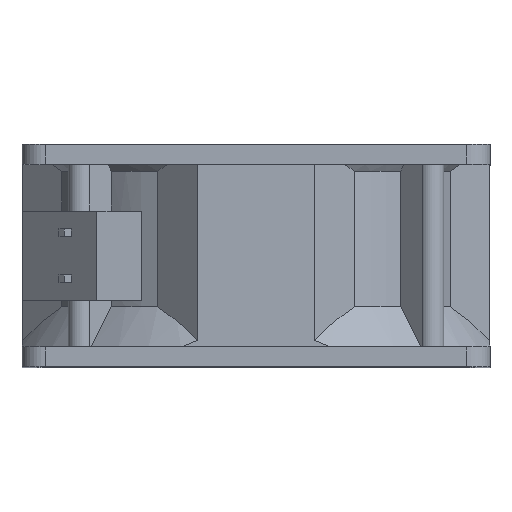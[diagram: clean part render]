
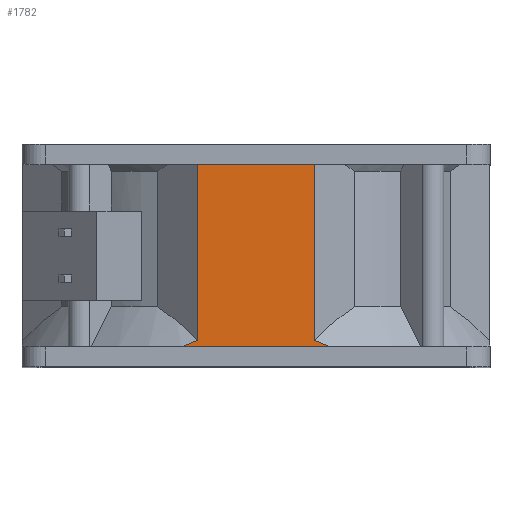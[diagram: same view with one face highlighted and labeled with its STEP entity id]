
A CAD part, top view. The second image highlights one B-rep face of the part: STEP entity #1782.
In plain terms, the highlighted planar face has unit normal (0, 0, 1).
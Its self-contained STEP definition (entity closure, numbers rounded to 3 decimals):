
#677=CARTESIAN_POINT('POINT45',(10.,4.512,39.99
   ));
#678=VERTEX_POINT('VERTEX45',#677);
#701=CARTESIAN_POINT('POINT48',(10.,34.6,39.99));
#702=VERTEX_POINT('VERTEX48',#701);
#709=CARTESIAN_POINT('POS80',(10.,3.4,39.99));
#710=DIRECTION('DIR107',(0.,1.,0.));
#711=VECTOR('VEC53',#710,1.);
#712=LINE('STRAIGHT53',#709,#711);
#713=EDGE_CURVE('EDGE67',#678,#702,#712,.T.);
#1300=CARTESIAN_POINT('POINT103',(-10.,4.512,
   39.99));
#1301=VERTEX_POINT('VERTEX103',#1300);
#1308=CARTESIAN_POINT('POINT104',(-10.,34.6,39.99));
#1309=VERTEX_POINT('VERTEX104',#1308);
#1310=CARTESIAN_POINT('POS120',(-10.,3.4,39.99));
#1311=DIRECTION('DIR159',(0.,1.,0.));
#1312=VECTOR('VEC81',#1311,1.);
#1313=LINE('STRAIGHT81',#1310,#1312);
#1314=EDGE_CURVE('EDGE139',#1301,#1309,#1313,.T.);
#1462=CARTESIAN_POINT('POS135',(0.,34.6,
   39.99));
#1463=DIRECTION('DIR183',(1.,0.,0.));
#1464=VECTOR('VEC87',#1463,1.);
#1465=LINE('STRAIGHT87',#1462,#1464);
#1466=EDGE_CURVE('EDGE157',#1309,#702,#1465,.T.);
#1750=ORIENTED_EDGE('COEDGE285',*,*,#713,.T.);
#1751=ORIENTED_EDGE('COEDGE286',*,*,#1466,.F.);
#1752=ORIENTED_EDGE('COEDGE287',*,*,#1314,.F.);
#1753=CARTESIAN_POINT('POINT143',(-12.837,
   3.4,39.99));
#1754=VERTEX_POINT('VERTEX143',#1753);
#1755=(BOUNDED_CURVE() B_SPLINE_CURVE(2,(#1756,#1757,#1758),
   .UNSPECIFIED.,.F.,.F.) B_SPLINE_CURVE_WITH_KNOTS((3,3),(0.,
   2.809),.UNSPECIFIED.) CURVE() 
   GEOMETRIC_REPRESENTATION_ITEM() RATIONAL_B_SPLINE_CURVE((1.,
   1.005,1.01)) REPRESENTATION_ITEM(
   'SPLINE_CRV25'));
#1756=CARTESIAN_POINT('',(-12.837,3.4,
   39.99));
#1757=CARTESIAN_POINT('',(-11.405,4.025,
   39.99));
#1758=CARTESIAN_POINT('',(-10.,4.512,39.99));
#1759=EDGE_CURVE('EDGE186',#1754,#1301,#1755,.T.);
#1760=ORIENTED_EDGE('COEDGE288',*,*,#1759,.F.);
#1761=CARTESIAN_POINT('POINT144',(12.837,
   3.4,39.99));
#1762=VERTEX_POINT('VERTEX144',#1761);
#1763=CARTESIAN_POINT('POS169',(36.,3.4,
   39.99));
#1764=DIRECTION('DIR233',(-1.,0.,0.));
#1765=VECTOR('VEC105',#1764,1.);
#1766=LINE('STRAIGHT105',#1763,#1765);
#1767=EDGE_CURVE('EDGE187',#1762,#1754,#1766,.T.);
#1768=ORIENTED_EDGE('COEDGE289',*,*,#1767,.F.);
#1769=(BOUNDED_CURVE() B_SPLINE_CURVE(2,(#1770,#1771,#1772),
   .UNSPECIFIED.,.F.,.F.) B_SPLINE_CURVE_WITH_KNOTS((3,3),(
   23.5,26.309),.UNSPECIFIED.) CURVE() 
   GEOMETRIC_REPRESENTATION_ITEM() RATIONAL_B_SPLINE_CURVE((
   1.01,1.005,1.)) 
   REPRESENTATION_ITEM('SPLINE_CRV26'));
#1770=CARTESIAN_POINT('',(10.,4.512,39.99));
#1771=CARTESIAN_POINT('',(11.405,4.025,
   39.99));
#1772=CARTESIAN_POINT('',(12.837,3.4,
   39.99));
#1773=EDGE_CURVE('EDGE188',#678,#1762,#1769,.T.);
#1774=ORIENTED_EDGE('COEDGE290',*,*,#1773,.F.);
#1775=EDGE_LOOP('NONE',(#1750,#1751,#1752,#1760,#1768,#1774));
#1776=FACE_BOUND('LOOP1',#1775,.T.);
#1777=CARTESIAN_POINT('POS170',(0.,3.4,
   39.99));
#1778=DIRECTION('DIR234',(0.,0.,
   1.));
#1779=DIRECTION('DIR235',(1.,0.,
   0.));
#1780=AXIS2_PLACEMENT_3D('AXIS65',#1777,#1778,#1779);
#1781=PLANE('PLANE29',#1780);
#1782=ADVANCED_FACE('FACE51',(#1776),#1781,.T.);
